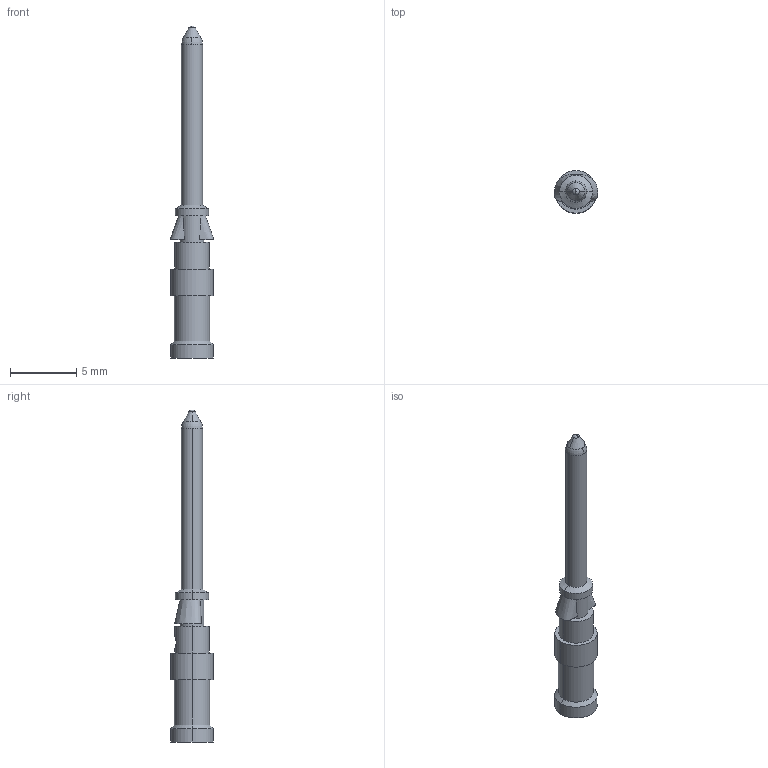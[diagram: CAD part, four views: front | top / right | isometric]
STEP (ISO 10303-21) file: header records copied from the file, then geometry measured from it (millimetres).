
FILE_DESCRIPTION (( 'STEP AP203' ), '1' );
FILE_NAME ('14104364.step', '2025-03-19T11:47:51', ( '' ), ( '' ), 'SwSTEP 2.0', 'SolidWorks 2024', '' );
FILE_SCHEMA (( 'CONFIG_CONTROL_DESIGN' ));
Length unit declared in the file: millimetre
Products named in the file (1): 14104364
Bounding box: 3.3 x 3.2 x 25 mm (x, y, z)
Volume: 79.1 mm3; surface area: 222 mm2
Topology: 1 solids, 1 shells, 40 faces, 91 edges, 55 vertices
Faces by surface type: cylinder 18, cone 10, plane 7, torus 4, bspline 1
Entity records: 1447 total; most frequent: CARTESIAN_POINT 448, DIRECTION 214, ORIENTED_EDGE 178, AXIS2_PLACEMENT_3D 93, EDGE_CURVE 89, VERTEX_POINT 55, CIRCLE 53, EDGE_LOOP 46
